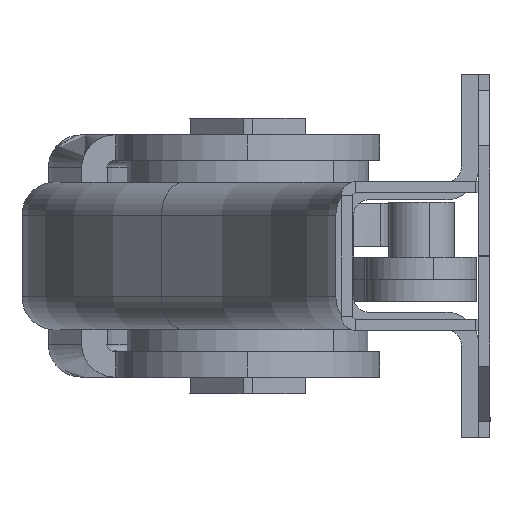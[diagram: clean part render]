
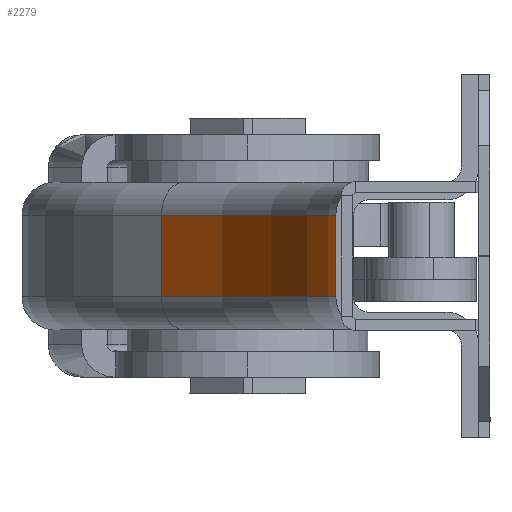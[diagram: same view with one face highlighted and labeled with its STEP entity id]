
A CAD part, left-side view. The second image highlights one B-rep face of the part: STEP entity #2279.
In plain terms, the highlighted cylindrical face has radius 50 mm (diameter 100 mm), a partial arc.
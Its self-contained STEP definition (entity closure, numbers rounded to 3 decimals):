
#75 = EDGE_LOOP ( 'NONE', ( #7368, #4615, #9217, #6312 ) ) ;
#123 = CARTESIAN_POINT ( 'NONE',  ( -65.71, -8., 3.7 ) ) ;
#604 = DIRECTION ( 'NONE',  ( 0., 0., 1. ) ) ;
#1771 = CARTESIAN_POINT ( 'NONE',  ( -65.71, 42., 3.7 ) ) ;
#1772 = FACE_OUTER_BOUND ( 'NONE', #75, .T. ) ;
#2066 = AXIS2_PLACEMENT_3D ( 'NONE', #6785, #5617, #4454 ) ;
#2279 = ADVANCED_FACE ( 'NONE', ( #1772 ), #2364, .F. ) ;
#2364 = CYLINDRICAL_SURFACE ( 'NONE', #2066, 50. ) ;
#3452 = EDGE_CURVE ( 'NONE', #5701, #6123, #7355, .T. ) ;
#4454 = DIRECTION ( 'NONE',  ( -1., 0., 0. ) ) ;
#4615 = ORIENTED_EDGE ( 'NONE', *, *, #3452, .T. ) ;
#4754 = DIRECTION ( 'NONE',  ( 0., 0., -1. ) ) ;
#5252 = EDGE_CURVE ( 'NONE', #9823, #5701, #7095, .T. ) ;
#5455 = DIRECTION ( 'NONE',  ( 1., 0., 0. ) ) ;
#5512 = EDGE_CURVE ( 'NONE', #10738, #9823, #9336, .T. ) ;
#5617 = DIRECTION ( 'NONE',  ( 0., 0., -1. ) ) ;
#5658 = CARTESIAN_POINT ( 'NONE',  ( -65.71, -8., -3.7 ) ) ;
#5701 = VERTEX_POINT ( 'NONE', #9796 ) ;
#5934 = CARTESIAN_POINT ( 'NONE',  ( -29.204, 7.833, 6.7 ) ) ;
#6123 = VERTEX_POINT ( 'NONE', #5658 ) ;
#6180 = EDGE_CURVE ( 'NONE', #10738, #6123, #9782, .T. ) ;
#6312 = ORIENTED_EDGE ( 'NONE', *, *, #5512, .T. ) ;
#6624 = DIRECTION ( 'NONE',  ( 0., 0., -1. ) ) ;
#6632 = VECTOR ( 'NONE', #7434, 1000. ) ;
#6785 = CARTESIAN_POINT ( 'NONE',  ( -65.71, 42., 6.7 ) ) ;
#6789 = VECTOR ( 'NONE', #4754, 1000. ) ;
#6846 = AXIS2_PLACEMENT_3D ( 'NONE', #7779, #6624, #5455 ) ;
#7095 = LINE ( 'NONE', #5934, #6789 ) ;
#7267 = CARTESIAN_POINT ( 'NONE',  ( -29.204, 7.833, 3.7 ) ) ;
#7355 = CIRCLE ( 'NONE', #6846, 50. ) ;
#7368 = ORIENTED_EDGE ( 'NONE', *, *, #5252, .T. ) ;
#7434 = DIRECTION ( 'NONE',  ( 0., 0., -1. ) ) ;
#7779 = CARTESIAN_POINT ( 'NONE',  ( -65.71, 42., -3.7 ) ) ;
#8034 = AXIS2_PLACEMENT_3D ( 'NONE', #1771, #604, #10848 ) ;
#8606 = CARTESIAN_POINT ( 'NONE',  ( -65.71, -8., 6.7 ) ) ;
#9217 = ORIENTED_EDGE ( 'NONE', *, *, #6180, .F. ) ;
#9336 = CIRCLE ( 'NONE', #8034, 50. ) ;
#9782 = LINE ( 'NONE', #8606, #6632 ) ;
#9796 = CARTESIAN_POINT ( 'NONE',  ( -29.204, 7.833, -3.7 ) ) ;
#9823 = VERTEX_POINT ( 'NONE', #7267 ) ;
#10738 = VERTEX_POINT ( 'NONE', #123 ) ;
#10848 = DIRECTION ( 'NONE',  ( 1., 0., 0. ) ) ;
